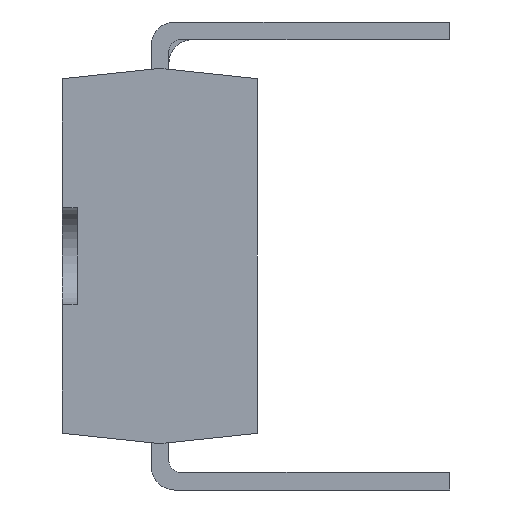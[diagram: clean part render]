
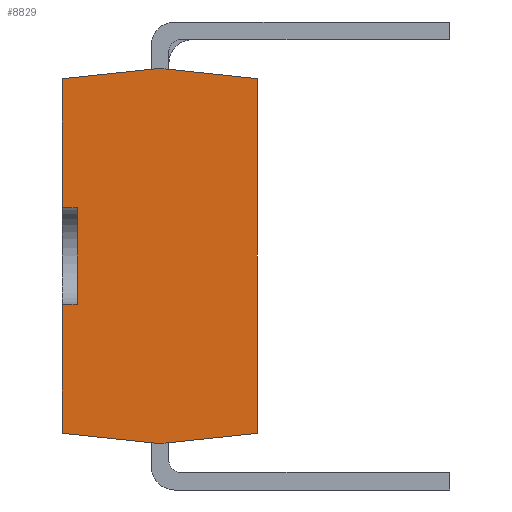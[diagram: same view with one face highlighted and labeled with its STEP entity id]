
A CAD part, left-side view. The second image highlights one B-rep face of the part: STEP entity #8829.
In plain terms, the highlighted planar face has unit normal (-1, 0, 0).
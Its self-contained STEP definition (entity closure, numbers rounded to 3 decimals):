
#72=PLANE('',#9371);
#462=FACE_OUTER_BOUND('',#960,.T.);
#960=EDGE_LOOP('',(#6084,#6085,#6086,#6087,#6088,#6089,#6090,#6091,#6092,
#6093));
#1456=LINE('',#12625,#2558);
#1457=LINE('',#12628,#2559);
#1458=LINE('',#12630,#2560);
#1459=LINE('',#12633,#2561);
#1460=LINE('',#12635,#2562);
#1461=LINE('',#12637,#2563);
#1462=LINE('',#12639,#2564);
#1463=LINE('',#12641,#2565);
#1464=LINE('',#12643,#2566);
#1465=LINE('',#12644,#2567);
#2558=VECTOR('',#10089,10.);
#2559=VECTOR('',#10092,10.);
#2560=VECTOR('',#10095,10.);
#2561=VECTOR('',#10098,10.);
#2562=VECTOR('',#10099,10.);
#2563=VECTOR('',#10100,10.);
#2564=VECTOR('',#10101,10.);
#2565=VECTOR('',#10102,10.);
#2566=VECTOR('',#10103,10.);
#2567=VECTOR('',#10104,10.);
#3878=VERTEX_POINT('',#12621);
#3879=VERTEX_POINT('',#12622);
#3880=VERTEX_POINT('',#12624);
#3881=VERTEX_POINT('',#12626);
#3882=VERTEX_POINT('',#12632);
#3883=VERTEX_POINT('',#12634);
#3884=VERTEX_POINT('',#12636);
#3885=VERTEX_POINT('',#12638);
#3886=VERTEX_POINT('',#12640);
#3887=VERTEX_POINT('',#12642);
#4759=EDGE_CURVE('',#3880,#3878,#1456,.T.);
#4761=EDGE_CURVE('',#3879,#3881,#1457,.T.);
#4762=EDGE_CURVE('',#3881,#3880,#1458,.T.);
#4763=EDGE_CURVE('',#3882,#3878,#1459,.T.);
#4764=EDGE_CURVE('',#3882,#3883,#1460,.T.);
#4765=EDGE_CURVE('',#3884,#3883,#1461,.T.);
#4766=EDGE_CURVE('',#3884,#3885,#1462,.T.);
#4767=EDGE_CURVE('',#3885,#3886,#1463,.T.);
#4768=EDGE_CURVE('',#3887,#3886,#1464,.T.);
#4769=EDGE_CURVE('',#3879,#3887,#1465,.T.);
#6084=ORIENTED_EDGE('',*,*,#4761,.T.);
#6085=ORIENTED_EDGE('',*,*,#4762,.T.);
#6086=ORIENTED_EDGE('',*,*,#4759,.T.);
#6087=ORIENTED_EDGE('',*,*,#4763,.F.);
#6088=ORIENTED_EDGE('',*,*,#4764,.T.);
#6089=ORIENTED_EDGE('',*,*,#4765,.F.);
#6090=ORIENTED_EDGE('',*,*,#4766,.T.);
#6091=ORIENTED_EDGE('',*,*,#4767,.T.);
#6092=ORIENTED_EDGE('',*,*,#4768,.F.);
#6093=ORIENTED_EDGE('',*,*,#4769,.F.);
#8829=ADVANCED_FACE('',(#462),#72,.F.);
#9371=AXIS2_PLACEMENT_3D('',#12631,#10096,#10097);
#10089=DIRECTION('',(0.,1.,0.));
#10092=DIRECTION('',(0.,-1.,0.));
#10095=DIRECTION('',(0.,0.,-1.));
#10096=DIRECTION('center_axis',(1.,0.,0.));
#10097=DIRECTION('ref_axis',(0.,0.,-1.));
#10098=DIRECTION('',(0.,0.,1.));
#10099=DIRECTION('',(0.,-0.994,-0.105));
#10100=DIRECTION('',(0.,0.994,-0.105));
#10101=DIRECTION('',(0.,0.,1.));
#10102=DIRECTION('',(0.,0.994,0.105));
#10103=DIRECTION('',(0.,-0.994,0.105));
#10104=DIRECTION('',(0.,0.,1.));
#12621=CARTESIAN_POINT('',(-17.6,4.55,-0.82));
#12622=CARTESIAN_POINT('',(-17.6,4.55,0.82));
#12624=CARTESIAN_POINT('',(-17.6,4.3,-0.82));
#12625=CARTESIAN_POINT('',(-17.6,4.55,-0.82));
#12626=CARTESIAN_POINT('',(-17.6,4.3,0.82));
#12628=CARTESIAN_POINT('',(-17.6,4.55,0.82));
#12630=CARTESIAN_POINT('',(-17.6,4.3,0.));
#12631=CARTESIAN_POINT('Origin',(-17.6,2.9,0.));
#12632=CARTESIAN_POINT('',(-17.6,4.55,-3.));
#12633=CARTESIAN_POINT('',(-17.6,4.55,0.));
#12634=CARTESIAN_POINT('',(-17.6,2.9,-3.175));
#12635=CARTESIAN_POINT('',(-17.6,4.55,-3.));
#12636=CARTESIAN_POINT('',(-17.6,1.25,-3.));
#12637=CARTESIAN_POINT('',(-17.6,1.25,-3.));
#12638=CARTESIAN_POINT('',(-17.6,1.25,3.));
#12639=CARTESIAN_POINT('',(-17.6,1.25,0.));
#12640=CARTESIAN_POINT('',(-17.6,2.9,3.175));
#12641=CARTESIAN_POINT('',(-17.6,1.25,3.));
#12642=CARTESIAN_POINT('',(-17.6,4.55,3.));
#12643=CARTESIAN_POINT('',(-17.6,4.55,3.));
#12644=CARTESIAN_POINT('',(-17.6,4.55,0.));
